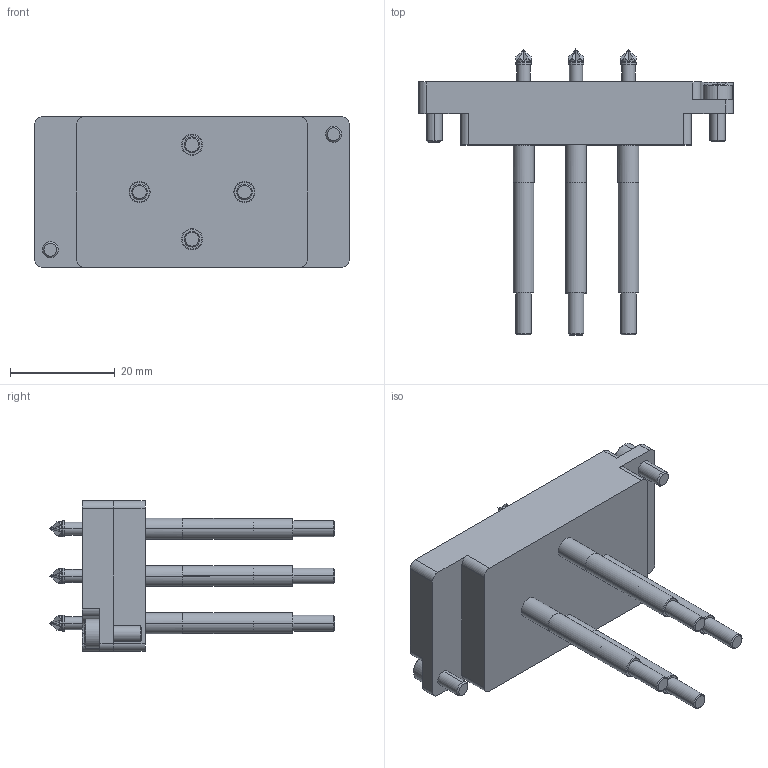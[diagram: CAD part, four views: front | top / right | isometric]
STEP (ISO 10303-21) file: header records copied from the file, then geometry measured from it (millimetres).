
FILE_DESCRIPTION (( 'STEP AP214' ), '1' );
FILE_NAME ('INGUN_37699.STEP', '2023-01-13T10:33:25', ( '' ), ( '' ), 'SwSTEP 2.0', 'SolidWorks 2021', '' );
FILE_SCHEMA (( 'AUTOMOTIVE_DESIGN' ));
Length unit declared in the file: millimetre
Products named in the file (7): DIN912~n_M03,0x008; KS-150-Master__ADA~ks_KS-150 M3 M3-R; INFO_4643~0_SBP-T_Kontaktierung-Seite<S>; HSS-150-0025__ADA~hss_S; 37700~2_S; 37700~2; INGUN_37699
Assembly tree (13 placements, depth 3):
  INGUN_37699
    37700~2_S
      37700~2
      INFO_4643~0_SBP-T_Kontaktierung-Seite<S>
    DIN912~n_M03,0x008  x2
    KS-150-Master__ADA~ks_KS-150 M3 M3-R  x4
    HSS-150-0025__ADA~hss_S  x4
Bounding box: 60 x 54.5 x 28.7 mm (x, y, z)
Volume: 16805.1 mm3; surface area: 10695.3 mm2
Topology: 25 solids, 25 shells, 1632 faces, 4055 edges, 2510 vertices
Faces by surface type: plane 990, cylinder 388, bspline 134, cone 72, torus 48
Entity records: 18658 total; most frequent: CARTESIAN_POINT 5724, ORIENTED_EDGE 2652, DIRECTION 2542, EDGE_CURVE 1326, AXIS2_PLACEMENT_3D 928, VERTEX_POINT 835, LINE 686, VECTOR 686
